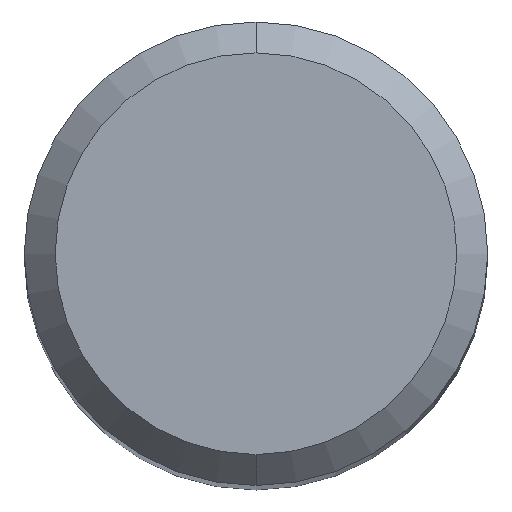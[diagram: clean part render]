
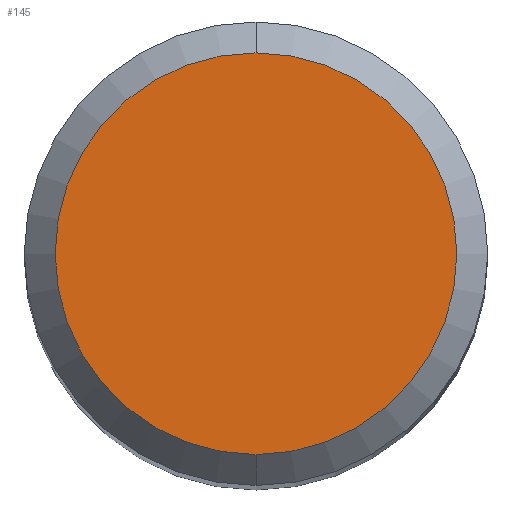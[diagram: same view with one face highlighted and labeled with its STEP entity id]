
A CAD part, top view. The second image highlights one B-rep face of the part: STEP entity #145.
In plain terms, the highlighted planar face has unit normal (0, 0, 1).
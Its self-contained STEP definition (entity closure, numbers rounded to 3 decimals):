
#121=EDGE_CURVE('',#199,#159,#274,.T.);
#145=ADVANCED_FACE('',(#302),#303,.T.);
#159=VERTEX_POINT('',#319);
#199=VERTEX_POINT('',#364);
#223=EDGE_CURVE('',#159,#199,#391,.T.);
#274=CIRCLE('',#449,2.6);
#302=FACE_OUTER_BOUND('',#485,.T.);
#303=PLANE('',#486);
#319=CARTESIAN_POINT('',(0.,-2.6,0.0));
#364=CARTESIAN_POINT('',(0.0,2.6,0.0));
#391=CIRCLE('',#590,2.6);
#449=AXIS2_PLACEMENT_3D('',#622,#623,#624);
#485=EDGE_LOOP('',(#671,#672));
#486=AXIS2_PLACEMENT_3D('',#673,#674,#675);
#590=AXIS2_PLACEMENT_3D('',#786,#787,#788);
#622=CARTESIAN_POINT('',(0.0,0.0,0.0));
#623=DIRECTION('',(0.0,0.0,-1.0));
#624=DIRECTION('',(0.0,1.0,0.0));
#671=ORIENTED_EDGE('',*,*,#121,.F.);
#672=ORIENTED_EDGE('',*,*,#223,.F.);
#673=CARTESIAN_POINT('',(0.0,1.3,0.0));
#674=DIRECTION('',(-0.0,0.0,1.0));
#675=DIRECTION('',(0.0,-1.0,0.0));
#786=CARTESIAN_POINT('',(0.0,0.0,0.0));
#787=DIRECTION('',(0.0,0.0,-1.0));
#788=DIRECTION('',(0.0,1.0,0.0));
